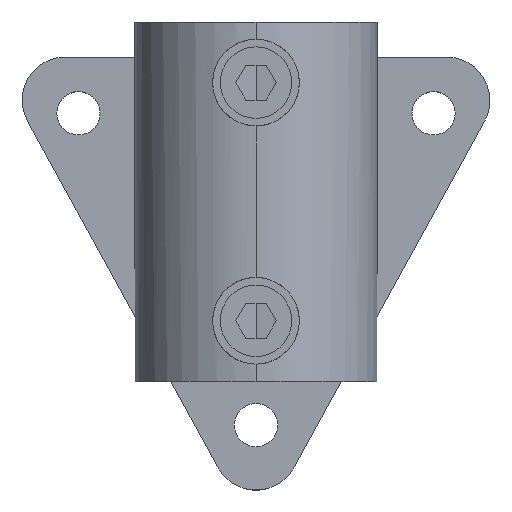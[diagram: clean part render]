
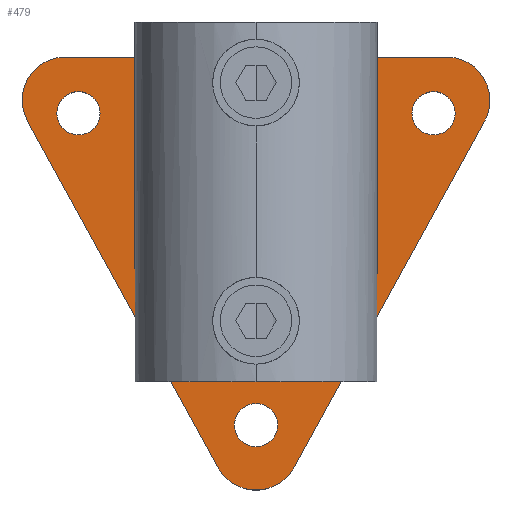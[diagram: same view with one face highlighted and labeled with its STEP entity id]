
A CAD part, top view. The second image highlights one B-rep face of the part: STEP entity #479.
In plain terms, the highlighted planar face has unit normal (0, 0, 1).
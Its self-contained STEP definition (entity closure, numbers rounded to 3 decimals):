
#57 = DIRECTION ( 'NONE',  ( 1., 0., 0. ) ) ;
#60 = DIRECTION ( 'NONE',  ( 0., 0., 1. ) ) ;
#61 = CARTESIAN_POINT ( 'NONE',  ( 41., 97.75, 6. ) ) ;
#75 = CIRCLE ( 'NONE', #1945, 5. ) ;
#87 = DIRECTION ( 'NONE',  ( 1., 0., 0. ) ) ;
#88 = CIRCLE ( 'NONE', #1972, 5. ) ;
#89 = DIRECTION ( 'NONE',  ( 0., 0., 1. ) ) ;
#92 = CARTESIAN_POINT ( 'NONE',  ( 0., 25.75, 6. ) ) ;
#96 = CIRCLE ( 'NONE', #1954, 5. ) ;
#99 = VECTOR ( 'NONE', #201, 1000. ) ;
#103 = DIRECTION ( 'NONE',  ( 1., 0., 0. ) ) ;
#106 = DIRECTION ( 'NONE',  ( 0., 0., 1. ) ) ;
#109 = CARTESIAN_POINT ( 'NONE',  ( -41., 97.75, 6. ) ) ;
#135 = LINE ( 'NONE', #204, #99 ) ;
#141 = VECTOR ( 'NONE', #294, 1000. ) ;
#144 = VECTOR ( 'NONE', #298, 1000. ) ;
#148 = LINE ( 'NONE', #301, #144 ) ;
#152 = CIRCLE ( 'NONE', #2001, 10. ) ;
#154 = CIRCLE ( 'NONE', #1994, 10. ) ;
#159 = CIRCLE ( 'NONE', #2035, 10. ) ;
#176 = LINE ( 'NONE', #297, #141 ) ;
#177 = CARTESIAN_POINT ( 'NONE',  ( -46., 97.75, 6. ) ) ;
#178 = CARTESIAN_POINT ( 'NONE',  ( -54., 100.75, 6. ) ) ;
#188 = LINE ( 'NONE', #321, #240 ) ;
#201 = DIRECTION ( 'NONE',  ( 1., 0., 0. ) ) ;
#204 = CARTESIAN_POINT ( 'NONE',  ( 44., 35.75, 6. ) ) ;
#208 = CARTESIAN_POINT ( 'NONE',  ( 8.762, 15.931, 6. ) ) ;
#213 = VECTOR ( 'NONE', #346, 1000. ) ;
#237 = LINE ( 'NONE', #352, #213 ) ;
#240 = VECTOR ( 'NONE', #319, 1000. ) ;
#259 = DIRECTION ( 'NONE',  ( 1., 0., 0. ) ) ;
#261 = DIRECTION ( 'NONE',  ( 0., 0., 1. ) ) ;
#269 = CARTESIAN_POINT ( 'NONE',  ( 44., 100.75, 6. ) ) ;
#272 = ORIENTED_EDGE ( 'NONE', *, *, #1661, .T. ) ;
#283 = DIRECTION ( 'NONE',  ( 1., 0., 0. ) ) ;
#284 = DIRECTION ( 'NONE',  ( 0., 0., 1. ) ) ;
#288 = CARTESIAN_POINT ( 'NONE',  ( 0., 20.75, 6. ) ) ;
#294 = DIRECTION ( 'NONE',  ( 0.482, 0.876, 0. ) ) ;
#297 = CARTESIAN_POINT ( 'NONE',  ( 52.762, 95.931, 6. ) ) ;
#298 = DIRECTION ( 'NONE',  ( 0.482, -0.876, 0. ) ) ;
#301 = CARTESIAN_POINT ( 'NONE',  ( -8.762, 15.931, 6. ) ) ;
#303 = DIRECTION ( 'NONE',  ( -1., 0., 0. ) ) ;
#304 = DIRECTION ( 'NONE',  ( 0., 0., 1. ) ) ;
#305 = CARTESIAN_POINT ( 'NONE',  ( -44., 100.75, 6. ) ) ;
#308 = CARTESIAN_POINT ( 'NONE',  ( -5., 25.75, 6. ) ) ;
#319 = DIRECTION ( 'NONE',  ( -1., 0., 0. ) ) ;
#321 = CARTESIAN_POINT ( 'NONE',  ( -44., 110.75, 6. ) ) ;
#330 = CIRCLE ( 'NONE', #1341, 5. ) ;
#346 = DIRECTION ( 'NONE',  ( -1., 0., 0. ) ) ;
#347 = VERTEX_POINT ( 'NONE', #2032 ) ;
#352 = CARTESIAN_POINT ( 'NONE',  ( -44., 110.75, 6. ) ) ;
#367 = CIRCLE ( 'NONE', #2074, 10. ) ;
#368 = VECTOR ( 'NONE', #839, 1000. ) ;
#398 = LINE ( 'NONE', #850, #368 ) ;
#409 = ORIENTED_EDGE ( 'NONE', *, *, #442, .F. ) ;
#442 = EDGE_CURVE ( 'NONE', #1328, #810, #813, .T. ) ;
#443 = CIRCLE ( 'NONE', #2141, 5. ) ;
#479 = ADVANCED_FACE ( 'NONE', ( #776, #795, #764, #783 ), #1911, .T. ) ;
#517 = ORIENTED_EDGE ( 'NONE', *, *, #793, .F. ) ;
#523 = ORIENTED_EDGE ( 'NONE', *, *, #1493, .F. ) ;
#546 = LINE ( 'NONE', #1451, #554 ) ;
#554 = VECTOR ( 'NONE', #1448, 1000. ) ;
#558 = DIRECTION ( 'NONE',  ( 1., 0., 0. ) ) ;
#559 = DIRECTION ( 'NONE',  ( 0., 0., 1. ) ) ;
#561 = CARTESIAN_POINT ( 'NONE',  ( 0., 25.75, 6. ) ) ;
#594 = ORIENTED_EDGE ( 'NONE', *, *, #935, .F. ) ;
#629 = ORIENTED_EDGE ( 'NONE', *, *, #1638, .T. ) ;
#653 = ORIENTED_EDGE ( 'NONE', *, *, #1796, .F. ) ;
#755 = ORIENTED_EDGE ( 'NONE', *, *, #1976, .F. ) ;
#761 = VERTEX_POINT ( 'NONE', #1541 ) ;
#764 = FACE_BOUND ( 'NONE', #1413, .T. ) ;
#776 = FACE_OUTER_BOUND ( 'NONE', #1358, .T. ) ;
#777 = DIRECTION ( 'NONE',  ( -1., 0., 0. ) ) ;
#783 = FACE_BOUND ( 'NONE', #1440, .T. ) ;
#786 = DIRECTION ( 'NONE',  ( 0., 0., 1. ) ) ;
#791 = CARTESIAN_POINT ( 'NONE',  ( -44., 100.75, 6. ) ) ;
#793 = EDGE_CURVE ( 'NONE', #1040, #2029, #546, .T. ) ;
#795 = FACE_BOUND ( 'NONE', #1241, .T. ) ;
#810 = VERTEX_POINT ( 'NONE', #1458 ) ;
#813 = CIRCLE ( 'NONE', #916, 5. ) ;
#829 = CARTESIAN_POINT ( 'NONE',  ( 52.762, 95.931, 6. ) ) ;
#839 = DIRECTION ( 'NONE',  ( 0., 1., 0. ) ) ;
#841 = CARTESIAN_POINT ( 'NONE',  ( 17.321, 110.75, 6. ) ) ;
#850 = CARTESIAN_POINT ( 'NONE',  ( 17.321, 118.75, 6. ) ) ;
#854 = CARTESIAN_POINT ( 'NONE',  ( 36., 97.75, 6. ) ) ;
#869 = CARTESIAN_POINT ( 'NONE',  ( -8.762, 15.931, 6. ) ) ;
#879 = AXIS2_PLACEMENT_3D ( 'NONE', #1958, #1909, #1898 ) ;
#899 = ORIENTED_EDGE ( 'NONE', *, *, #1681, .T. ) ;
#916 = AXIS2_PLACEMENT_3D ( 'NONE', #1940, #1939, #1937 ) ;
#935 = EDGE_CURVE ( 'NONE', #1831, #347, #443, .T. ) ;
#945 = CARTESIAN_POINT ( 'NONE',  ( 44., 110.75, 6. ) ) ;
#949 = CARTESIAN_POINT ( 'NONE',  ( -44., 110.75, 6. ) ) ;
#1027 = CARTESIAN_POINT ( 'NONE',  ( 5., 25.75, 6. ) ) ;
#1028 = VERTEX_POINT ( 'NONE', #949 ) ;
#1034 = CARTESIAN_POINT ( 'NONE',  ( 17.321, 35.75, 6. ) ) ;
#1040 = VERTEX_POINT ( 'NONE', #1047 ) ;
#1047 = CARTESIAN_POINT ( 'NONE',  ( -17.321, 110.75, 6. ) ) ;
#1064 = VERTEX_POINT ( 'NONE', #1034 ) ;
#1080 = VERTEX_POINT ( 'NONE', #1027 ) ;
#1155 = DIRECTION ( 'NONE',  ( 1., 0., 0. ) ) ;
#1160 = DIRECTION ( 'NONE',  ( 0., 0., 1. ) ) ;
#1163 = CARTESIAN_POINT ( 'NONE',  ( -41., 97.75, 6. ) ) ;
#1241 = EDGE_LOOP ( 'NONE', ( #409, #755 ) ) ;
#1244 = ORIENTED_EDGE ( 'NONE', *, *, #1693, .T. ) ;
#1279 = VERTEX_POINT ( 'NONE', #945 ) ;
#1307 = VERTEX_POINT ( 'NONE', #869 ) ;
#1328 = VERTEX_POINT ( 'NONE', #854 ) ;
#1341 = AXIS2_PLACEMENT_3D ( 'NONE', #561, #559, #558 ) ;
#1358 = EDGE_LOOP ( 'NONE', ( #517, #629, #272, #1964, #899, #1244, #1410, #2097, #1818, #1849, #653 ) ) ;
#1359 = EDGE_CURVE ( 'NONE', #1064, #1373, #398, .T. ) ;
#1373 = VERTEX_POINT ( 'NONE', #841 ) ;
#1389 = VERTEX_POINT ( 'NONE', #829 ) ;
#1410 = ORIENTED_EDGE ( 'NONE', *, *, #1696, .T. ) ;
#1413 = EDGE_LOOP ( 'NONE', ( #594, #2164 ) ) ;
#1419 = EDGE_CURVE ( 'NONE', #1839, #761, #367, .T. ) ;
#1440 = EDGE_LOOP ( 'NONE', ( #523, #2071 ) ) ;
#1448 = DIRECTION ( 'NONE',  ( 0., -1., 0. ) ) ;
#1451 = CARTESIAN_POINT ( 'NONE',  ( -17.321, 118.75, 6. ) ) ;
#1458 = CARTESIAN_POINT ( 'NONE',  ( 46., 97.75, 6. ) ) ;
#1493 = EDGE_CURVE ( 'NONE', #1673, #1080, #330, .T. ) ;
#1541 = CARTESIAN_POINT ( 'NONE',  ( -52.762, 95.931, 6. ) ) ;
#1568 = EDGE_CURVE ( 'NONE', #1279, #1373, #237, .T. ) ;
#1638 = EDGE_CURVE ( 'NONE', #1040, #1028, #188, .T. ) ;
#1661 = EDGE_CURVE ( 'NONE', #1028, #1839, #159, .T. ) ;
#1673 = VERTEX_POINT ( 'NONE', #308 ) ;
#1681 = EDGE_CURVE ( 'NONE', #761, #1307, #148, .T. ) ;
#1693 = EDGE_CURVE ( 'NONE', #1307, #1795, #152, .T. ) ;
#1696 = EDGE_CURVE ( 'NONE', #1795, #1389, #176, .T. ) ;
#1712 = EDGE_CURVE ( 'NONE', #1389, #1279, #154, .T. ) ;
#1795 = VERTEX_POINT ( 'NONE', #208 ) ;
#1796 = EDGE_CURVE ( 'NONE', #2029, #1064, #135, .T. ) ;
#1818 = ORIENTED_EDGE ( 'NONE', *, *, #1568, .T. ) ;
#1831 = VERTEX_POINT ( 'NONE', #177 ) ;
#1839 = VERTEX_POINT ( 'NONE', #178 ) ;
#1849 = ORIENTED_EDGE ( 'NONE', *, *, #1359, .F. ) ;
#1880 = EDGE_CURVE ( 'NONE', #347, #1831, #88, .T. ) ;
#1882 = CARTESIAN_POINT ( 'NONE',  ( -17.321, 35.75, 6. ) ) ;
#1898 = DIRECTION ( 'NONE',  ( 1., 0., 0. ) ) ;
#1909 = DIRECTION ( 'NONE',  ( 0., 0., 1. ) ) ;
#1911 = PLANE ( 'NONE',  #879 ) ;
#1914 = EDGE_CURVE ( 'NONE', #1080, #1673, #96, .T. ) ;
#1937 = DIRECTION ( 'NONE',  ( 1., 0., 0. ) ) ;
#1939 = DIRECTION ( 'NONE',  ( 0., 0., 1. ) ) ;
#1940 = CARTESIAN_POINT ( 'NONE',  ( 41., 97.75, 6. ) ) ;
#1945 = AXIS2_PLACEMENT_3D ( 'NONE', #61, #60, #57 ) ;
#1954 = AXIS2_PLACEMENT_3D ( 'NONE', #92, #89, #87 ) ;
#1958 = CARTESIAN_POINT ( 'NONE',  ( 44., 100.75, 6. ) ) ;
#1964 = ORIENTED_EDGE ( 'NONE', *, *, #1419, .T. ) ;
#1972 = AXIS2_PLACEMENT_3D ( 'NONE', #109, #106, #103 ) ;
#1976 = EDGE_CURVE ( 'NONE', #810, #1328, #75, .T. ) ;
#1994 = AXIS2_PLACEMENT_3D ( 'NONE', #269, #261, #259 ) ;
#2001 = AXIS2_PLACEMENT_3D ( 'NONE', #288, #284, #283 ) ;
#2029 = VERTEX_POINT ( 'NONE', #1882 ) ;
#2032 = CARTESIAN_POINT ( 'NONE',  ( -36., 97.75, 6. ) ) ;
#2035 = AXIS2_PLACEMENT_3D ( 'NONE', #305, #304, #303 ) ;
#2071 = ORIENTED_EDGE ( 'NONE', *, *, #1914, .F. ) ;
#2074 = AXIS2_PLACEMENT_3D ( 'NONE', #791, #786, #777 ) ;
#2097 = ORIENTED_EDGE ( 'NONE', *, *, #1712, .T. ) ;
#2141 = AXIS2_PLACEMENT_3D ( 'NONE', #1163, #1160, #1155 ) ;
#2164 = ORIENTED_EDGE ( 'NONE', *, *, #1880, .F. ) ;
